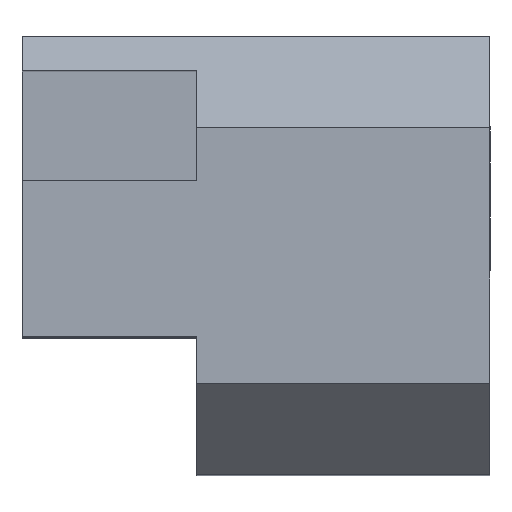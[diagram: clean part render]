
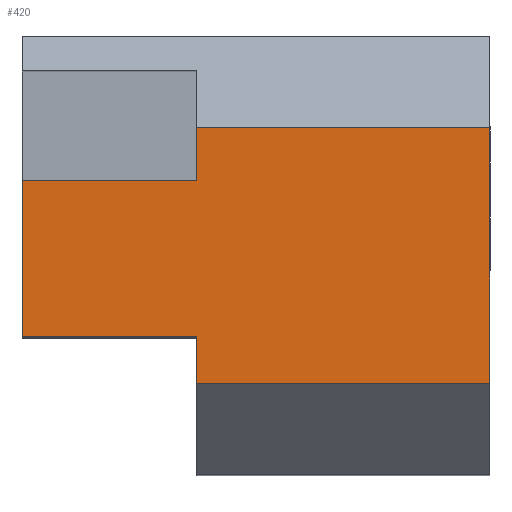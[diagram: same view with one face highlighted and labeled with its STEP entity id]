
A CAD part, top view. The second image highlights one B-rep face of the part: STEP entity #420.
In plain terms, the highlighted planar face has unit normal (0, 0, 1).
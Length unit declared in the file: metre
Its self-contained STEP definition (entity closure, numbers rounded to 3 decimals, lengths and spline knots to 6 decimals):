
#16=LINE('',#608,#64);
#25=LINE('',#627,#73);
#38=LINE('',#654,#86);
#39=LINE('',#657,#87);
#40=LINE('',#658,#88);
#41=LINE('',#660,#89);
#42=LINE('',#662,#90);
#43=LINE('',#663,#91);
#64=VECTOR('',#494,1.);
#73=VECTOR('',#503,1.);
#86=VECTOR('',#522,1.);
#87=VECTOR('',#523,1.);
#88=VECTOR('',#524,1.);
#89=VECTOR('',#525,1.);
#90=VECTOR('',#526,1.);
#91=VECTOR('',#527,1.);
#136=ORIENTED_EDGE('',*,*,#247,.F.);
#137=ORIENTED_EDGE('',*,*,#248,.T.);
#138=ORIENTED_EDGE('',*,*,#225,.T.);
#139=ORIENTED_EDGE('',*,*,#249,.F.);
#140=ORIENTED_EDGE('',*,*,#250,.T.);
#141=ORIENTED_EDGE('',*,*,#251,.T.);
#142=ORIENTED_EDGE('',*,*,#234,.T.);
#143=ORIENTED_EDGE('',*,*,#252,.T.);
#225=EDGE_CURVE('',#281,#282,#16,.T.);
#234=EDGE_CURVE('',#291,#290,#25,.T.);
#247=EDGE_CURVE('',#302,#303,#38,.T.);
#248=EDGE_CURVE('',#302,#281,#39,.T.);
#249=EDGE_CURVE('',#304,#282,#40,.T.);
#250=EDGE_CURVE('',#304,#305,#41,.T.);
#251=EDGE_CURVE('',#305,#291,#42,.T.);
#252=EDGE_CURVE('',#290,#303,#43,.T.);
#281=VERTEX_POINT('',#609);
#282=VERTEX_POINT('',#610);
#290=VERTEX_POINT('',#626);
#291=VERTEX_POINT('',#628);
#302=VERTEX_POINT('',#655);
#303=VERTEX_POINT('',#656);
#304=VERTEX_POINT('',#659);
#305=VERTEX_POINT('',#661);
#332=EDGE_LOOP('',(#136,#137,#138,#139,#140,#141,#142,#143));
#366=FACE_BOUND('',#332,.T.);
#399=PLANE('',#459);
#420=ADVANCED_FACE('',(#366),#399,.T.);
#459=AXIS2_PLACEMENT_3D('',#653,#520,#521);
#494=DIRECTION('',(0.,-1.,0.));
#503=DIRECTION('',(0.,-1.,0.));
#520=DIRECTION('',(0.,0.,1.));
#521=DIRECTION('',(1.,0.,0.));
#522=DIRECTION('',(0.,-1.,0.));
#523=DIRECTION('',(-1.,0.,0.));
#524=DIRECTION('',(1.,0.,0.));
#525=DIRECTION('',(0.,-1.,0.));
#526=DIRECTION('',(1.,0.,0.));
#527=DIRECTION('',(1.,0.,0.));
#608=CARTESIAN_POINT('',(-0.104797,0.01891,0.192483));
#609=CARTESIAN_POINT('',(-0.104797,0.0278,0.192483));
#610=CARTESIAN_POINT('',(-0.104797,0.02413,0.192483));
#626=CARTESIAN_POINT('',(-0.104797,0.01002,0.192483));
#627=CARTESIAN_POINT('',(-0.104797,0.01891,0.192483));
#628=CARTESIAN_POINT('',(-0.104797,0.01325,0.192483));
#653=CARTESIAN_POINT('',(-0.458244,0.01891,0.192483));
#654=CARTESIAN_POINT('',(-0.084429,0.01891,0.192483));
#655=CARTESIAN_POINT('',(-0.084429,0.0278,0.192483));
#656=CARTESIAN_POINT('',(-0.084429,0.01002,0.192483));
#657=CARTESIAN_POINT('',(-0.458244,0.0278,0.192483));
#658=CARTESIAN_POINT('',(-0.116959,0.02413,0.192483));
#659=CARTESIAN_POINT('',(-0.116957,0.02413,0.192483));
#660=CARTESIAN_POINT('',(-0.116957,0.01891,0.192483));
#661=CARTESIAN_POINT('',(-0.116957,0.01325,0.192483));
#662=CARTESIAN_POINT('',(-0.116959,0.01325,0.192483));
#663=CARTESIAN_POINT('',(-0.084429,0.01002,0.192483));
